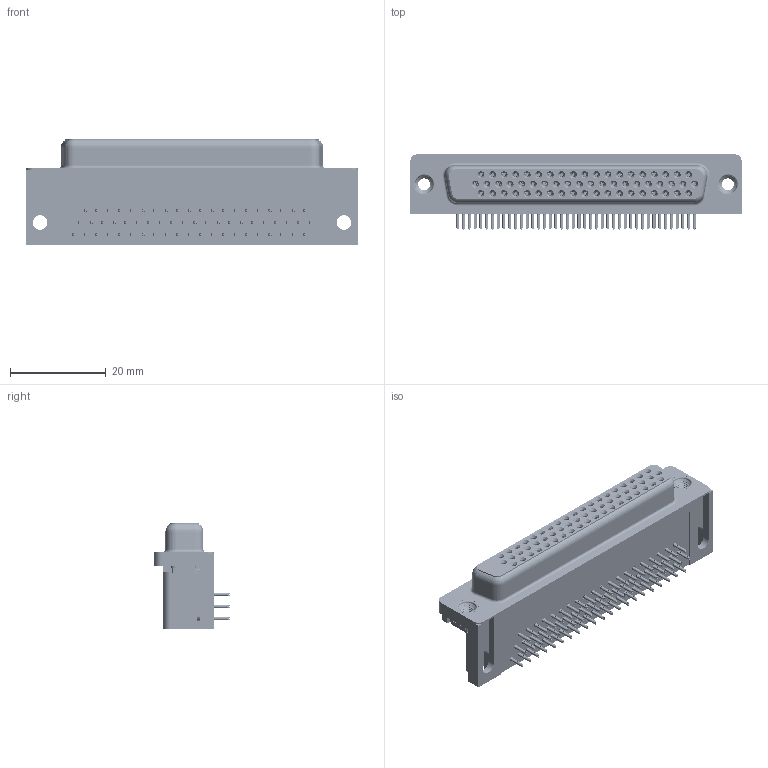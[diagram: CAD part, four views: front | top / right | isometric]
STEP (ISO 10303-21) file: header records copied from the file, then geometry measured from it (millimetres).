
FILE_DESCRIPTION (( 'STEP AP203' ), '1' );
FILE_NAME ('634-062-663-515.STEP', '2018-11-10T02:35:03', ( '' ), ( '' ), 'SwSTEP 2.0', 'SolidWorks 2016', '' );
FILE_SCHEMA (( 'CONFIG_CONTROL_DESIGN' ));
Length unit declared in the file: millimetre
Products named in the file (8): Contact Top; Thru Hole Board Mount; M3 Threaded Rivet; 634-062-663-515; 634 Housing_62 Socket; 634 Shell_62 Socket; Contact Bottom; Contact Middle
Assembly tree (68 placements, depth 2):
  634-062-663-515
    634 Housing_62 Socket
    634 Shell_62 Socket
    Contact Bottom  x20
    Contact Middle  x21
    Contact Top  x21
    Thru Hole Board Mount  x2
    M3 Threaded Rivet  x2
Bounding box: 69.4 x 15.73 x 22.1 mm (x, y, z)
Volume: 12936.1 mm3; surface area: 17743.1 mm2
Topology: 72 solids, 72 shells, 9095 faces, 23902 edges, 14996 vertices
Faces by surface type: plane 4089, bspline 2158, cylinder 2058, cone 752, torus 38
Entity records: 52455 total; most frequent: CARTESIAN_POINT 14518, ORIENTED_EDGE 7406, DIRECTION 6975, EDGE_CURVE 3703, VECTOR 2585, LINE 2585, VERTEX_POINT 2371, AXIS2_PLACEMENT_3D 2195
